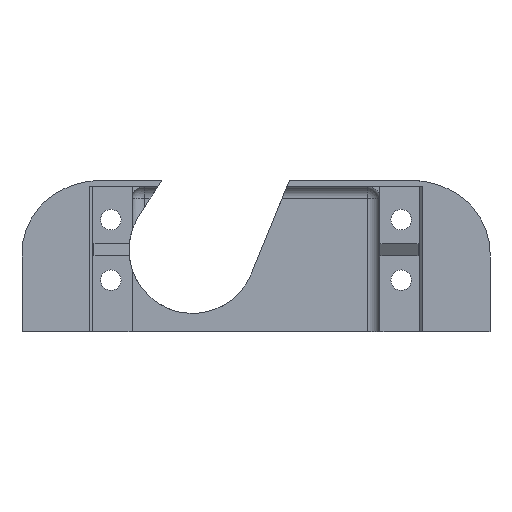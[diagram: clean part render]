
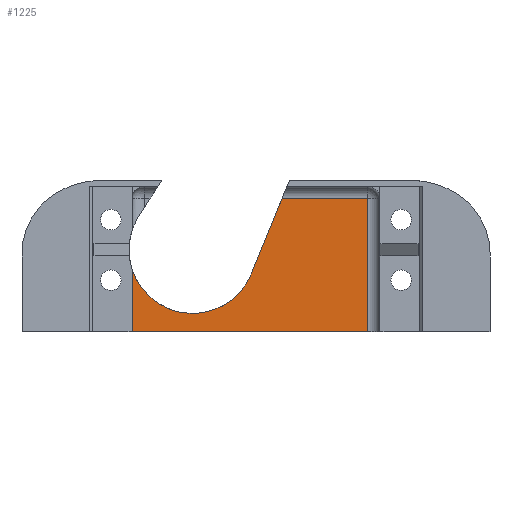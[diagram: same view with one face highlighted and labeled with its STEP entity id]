
A CAD part, left-side view. The second image highlights one B-rep face of the part: STEP entity #1225.
In plain terms, the highlighted planar face has unit normal (-1, 0, 0).
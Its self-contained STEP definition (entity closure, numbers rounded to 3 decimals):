
#68=CIRCLE('',#1322,10.5);
#120=FACE_OUTER_BOUND('',#190,.T.);
#190=EDGE_LOOP('',(#895,#896,#897,#898,#899,#900,#901));
#296=LINE('',#2018,#409);
#297=LINE('',#2022,#410);
#298=LINE('',#2025,#411);
#299=LINE('',#2029,#412);
#300=LINE('',#2031,#413);
#301=LINE('',#2032,#414);
#409=VECTOR('',#1501,10.);
#410=VECTOR('',#1506,10.);
#411=VECTOR('',#1509,10.);
#412=VECTOR('',#1512,10.);
#413=VECTOR('',#1513,10.);
#414=VECTOR('',#1514,10.);
#550=VERTEX_POINT('',#2000);
#554=VERTEX_POINT('',#2011);
#557=VERTEX_POINT('',#2020);
#558=VERTEX_POINT('',#2024);
#559=VERTEX_POINT('',#2026);
#560=VERTEX_POINT('',#2028);
#561=VERTEX_POINT('',#2030);
#686=EDGE_CURVE('',#554,#550,#296,.T.);
#688=EDGE_CURVE('',#550,#557,#297,.T.);
#689=EDGE_CURVE('',#558,#557,#298,.T.);
#690=EDGE_CURVE('',#559,#558,#68,.T.);
#691=EDGE_CURVE('',#560,#559,#299,.T.);
#692=EDGE_CURVE('',#561,#560,#300,.T.);
#693=EDGE_CURVE('',#554,#561,#301,.T.);
#895=ORIENTED_EDGE('',*,*,#688,.T.);
#896=ORIENTED_EDGE('',*,*,#689,.F.);
#897=ORIENTED_EDGE('',*,*,#690,.F.);
#898=ORIENTED_EDGE('',*,*,#691,.F.);
#899=ORIENTED_EDGE('',*,*,#692,.F.);
#900=ORIENTED_EDGE('',*,*,#693,.F.);
#901=ORIENTED_EDGE('',*,*,#686,.T.);
#1174=PLANE('',#1321);
#1225=ADVANCED_FACE('',(#120),#1174,.T.);
#1321=AXIS2_PLACEMENT_3D('',#2023,#1507,#1508);
#1322=AXIS2_PLACEMENT_3D('',#2027,#1510,#1511);
#1501=DIRECTION('',(0.,0.,1.));
#1506=DIRECTION('',(0.,1.,0.));
#1507=DIRECTION('center_axis',(-1.,0.,0.));
#1508=DIRECTION('ref_axis',(0.,0.,1.));
#1509=DIRECTION('',(0.,-0.378,0.926));
#1510=DIRECTION('center_axis',(-1.,0.,0.));
#1511=DIRECTION('ref_axis',(0.,-1.,0.));
#1512=DIRECTION('',(0.,0.,1.));
#1513=DIRECTION('',(0.,0.,1.));
#1514=DIRECTION('',(0.,1.,0.));
#2000=CARTESIAN_POINT('',(29.,-18.5,19.));
#2011=CARTESIAN_POINT('',(29.,-18.5,-3.));
#2018=CARTESIAN_POINT('',(29.,-18.5,15.75));
#2020=CARTESIAN_POINT('',(29.,-4.315,19.));
#2022=CARTESIAN_POINT('',(29.,2.559,19.));
#2023=CARTESIAN_POINT('Origin',(29.,10.25,10.5));
#2024=CARTESIAN_POINT('',(29.,0.78,6.529));
#2025=CARTESIAN_POINT('',(29.,-2.194,13.808));
#2026=CARTESIAN_POINT('',(29.,20.5,7.298));
#2027=CARTESIAN_POINT('Origin',(29.,10.5,10.5));
#2028=CARTESIAN_POINT('',(29.,20.5,5.5));
#2029=CARTESIAN_POINT('',(29.,20.5,5.25));
#2030=CARTESIAN_POINT('',(29.,20.5,-3.));
#2031=CARTESIAN_POINT('',(29.,20.5,5.25));
#2032=CARTESIAN_POINT('',(29.,5.923,-3.));
